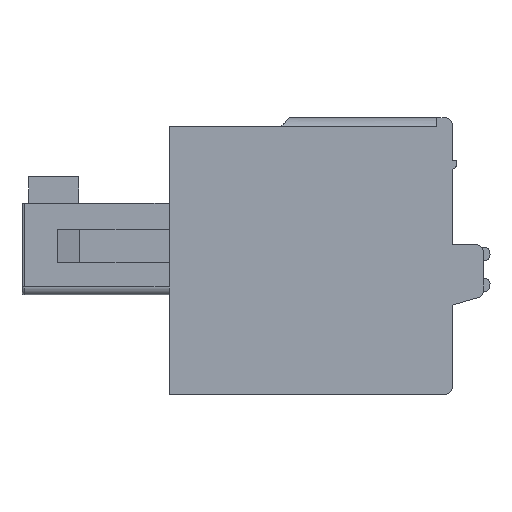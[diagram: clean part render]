
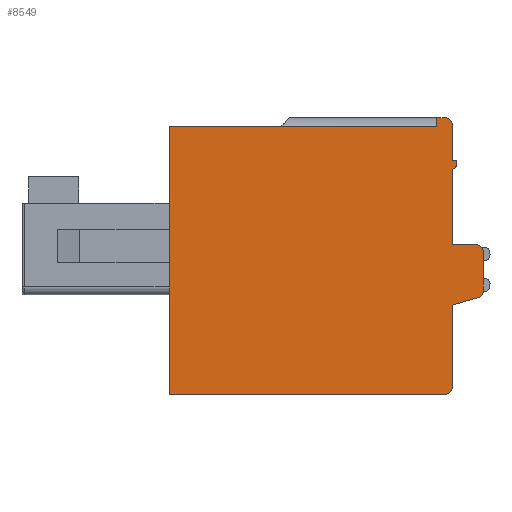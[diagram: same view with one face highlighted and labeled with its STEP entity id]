
A CAD part, left-side view. The second image highlights one B-rep face of the part: STEP entity #8549.
In plain terms, the highlighted planar face has unit normal (-1, 0, 0).
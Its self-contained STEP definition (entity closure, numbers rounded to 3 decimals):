
#16=DIRECTION('',(0.,-1.,0.));
#17=VECTOR('',#16,12.);
#18=CARTESIAN_POINT('',(0.,0.,5.35));
#19=LINE('',#18,#17);
#20=DIRECTION('',(0.,0.,-1.));
#21=VECTOR('',#20,0.4);
#22=CARTESIAN_POINT('',(0.,-12.,5.75));
#23=LINE('',#22,#21);
#24=DIRECTION('',(0.,1.,0.));
#25=VECTOR('',#24,0.4);
#26=CARTESIAN_POINT('',(0.,-12.4,5.75));
#27=LINE('',#26,#25);
#28=CARTESIAN_POINT('',(0.,-12.4,5.45));
#29=DIRECTION('',(-1.,0.,0.));
#30=DIRECTION('',(0.,-1.,0.));
#31=AXIS2_PLACEMENT_3D('',#28,#29,#30);
#33=DIRECTION('',(0.,0.,-1.));
#34=VECTOR('',#33,1.6);
#35=CARTESIAN_POINT('',(0.,-12.7,5.45));
#36=LINE('',#35,#34);
#37=DIRECTION('',(0.,1.,0.));
#38=VECTOR('',#37,0.2);
#39=CARTESIAN_POINT('',(0.,-12.9,3.85));
#40=LINE('',#39,#38);
#41=DIRECTION('',(0.,0.,1.));
#42=VECTOR('',#41,0.2);
#43=CARTESIAN_POINT('',(0.,-12.9,3.65));
#44=LINE('',#43,#42);
#45=CARTESIAN_POINT('',(0.,-12.7,3.65));
#46=DIRECTION('',(-1.,0.,0.));
#47=DIRECTION('',(0.,0.,-1.));
#48=AXIS2_PLACEMENT_3D('',#45,#46,#47);
#50=DIRECTION('',(0.,0.,-1.));
#51=VECTOR('',#50,3.4);
#52=CARTESIAN_POINT('',(0.,-12.7,3.45));
#53=LINE('',#52,#51);
#54=DIRECTION('',(0.,1.,0.));
#55=VECTOR('',#54,1.1);
#56=CARTESIAN_POINT('',(0.,-13.8,0.05));
#57=LINE('',#56,#55);
#58=CARTESIAN_POINT('',(0.,-13.8,-0.25));
#59=DIRECTION('',(-1.,0.,0.));
#60=DIRECTION('',(0.,-1.,0.));
#61=AXIS2_PLACEMENT_3D('',#58,#59,#60);
#63=DIRECTION('',(0.,0.,1.));
#64=VECTOR('',#63,1.774);
#65=CARTESIAN_POINT('',(0.,-14.1,-2.024));
#66=LINE('',#65,#64);
#67=CARTESIAN_POINT('',(0.,-13.8,-2.024));
#68=DIRECTION('',(-1.,0.,0.));
#69=DIRECTION('',(0.,-0.275,-0.962));
#70=AXIS2_PLACEMENT_3D('',#67,#68,#69);
#72=DIRECTION('',(0.,-0.962,0.275));
#73=VECTOR('',#72,1.23);
#74=CARTESIAN_POINT('',(0.,-12.7,-2.65));
#75=LINE('',#74,#73);
#76=DIRECTION('',(0.,0.,-1.));
#77=VECTOR('',#76,3.7);
#78=CARTESIAN_POINT('',(0.,-12.7,-2.65));
#79=LINE('',#78,#77);
#80=CARTESIAN_POINT('',(0.,-12.4,-6.35));
#81=DIRECTION('',(-1.,0.,0.));
#82=DIRECTION('',(0.,0.,-1.));
#83=AXIS2_PLACEMENT_3D('',#80,#81,#82);
#85=DIRECTION('',(0.,1.,0.));
#86=VECTOR('',#85,12.4);
#87=CARTESIAN_POINT('',(0.,-12.4,-6.65));
#88=LINE('',#87,#86);
#89=DIRECTION('',(0.,0.,1.));
#90=VECTOR('',#89,12.);
#91=CARTESIAN_POINT('',(0.,0.,-6.65));
#92=LINE('',#91,#90);
#6957=CARTESIAN_POINT('',(0.,0.,5.35));
#6958=CARTESIAN_POINT('',(0.,-12.,5.35));
#6959=VERTEX_POINT('',#6957);
#6960=VERTEX_POINT('',#6958);
#6961=CARTESIAN_POINT('',(0.,-12.7,5.45));
#6962=CARTESIAN_POINT('',(0.,-12.7,3.85));
#6963=VERTEX_POINT('',#6961);
#6964=VERTEX_POINT('',#6962);
#6965=CARTESIAN_POINT('',(0.,-12.7,3.45));
#6966=CARTESIAN_POINT('',(0.,-12.7,0.05));
#6967=VERTEX_POINT('',#6965);
#6968=VERTEX_POINT('',#6966);
#6969=CARTESIAN_POINT('',(0.,-12.7,-2.65));
#6970=CARTESIAN_POINT('',(0.,-12.7,-6.35));
#6971=VERTEX_POINT('',#6969);
#6972=VERTEX_POINT('',#6970);
#6973=CARTESIAN_POINT('',(0.,-12.4,-6.65));
#6974=CARTESIAN_POINT('',(0.,0.,-6.65));
#6975=VERTEX_POINT('',#6973);
#6976=VERTEX_POINT('',#6974);
#6977=CARTESIAN_POINT('',(0.,-13.882,-2.312));
#6978=VERTEX_POINT('',#6977);
#6979=CARTESIAN_POINT('',(0.,-14.1,-2.024));
#6980=VERTEX_POINT('',#6979);
#6981=CARTESIAN_POINT('',(0.,-14.1,-0.25));
#6982=VERTEX_POINT('',#6981);
#6983=CARTESIAN_POINT('',(0.,-13.8,0.05));
#6984=VERTEX_POINT('',#6983);
#6985=CARTESIAN_POINT('',(0.,-12.9,3.65));
#6986=VERTEX_POINT('',#6985);
#6987=CARTESIAN_POINT('',(0.,-12.9,3.85));
#6988=VERTEX_POINT('',#6987);
#6989=CARTESIAN_POINT('',(0.,-12.4,5.75));
#6990=VERTEX_POINT('',#6989);
#6991=CARTESIAN_POINT('',(0.,-12.,5.75));
#6992=VERTEX_POINT('',#6991);
#8506=CARTESIAN_POINT('',(0.,7.49,-10.9));
#8507=DIRECTION('',(-1.,0.,0.));
#8508=DIRECTION('',(0.,-1.,0.));
#8509=AXIS2_PLACEMENT_3D('',#8506,#8507,#8508);
#8510=PLANE('',#8509);
#8512=ORIENTED_EDGE('',*,*,#8511,.T.);
#8514=ORIENTED_EDGE('',*,*,#8513,.F.);
#8516=ORIENTED_EDGE('',*,*,#8515,.F.);
#8518=ORIENTED_EDGE('',*,*,#8517,.F.);
#8520=ORIENTED_EDGE('',*,*,#8519,.T.);
#8522=ORIENTED_EDGE('',*,*,#8521,.F.);
#8524=ORIENTED_EDGE('',*,*,#8523,.F.);
#8526=ORIENTED_EDGE('',*,*,#8525,.F.);
#8528=ORIENTED_EDGE('',*,*,#8527,.T.);
#8530=ORIENTED_EDGE('',*,*,#8529,.F.);
#8532=ORIENTED_EDGE('',*,*,#8531,.F.);
#8534=ORIENTED_EDGE('',*,*,#8533,.F.);
#8536=ORIENTED_EDGE('',*,*,#8535,.F.);
#8538=ORIENTED_EDGE('',*,*,#8537,.F.);
#8540=ORIENTED_EDGE('',*,*,#8539,.T.);
#8542=ORIENTED_EDGE('',*,*,#8541,.F.);
#8544=ORIENTED_EDGE('',*,*,#8543,.T.);
#8546=ORIENTED_EDGE('',*,*,#8545,.T.);
#8547=EDGE_LOOP('',(#8512,#8514,#8516,#8518,#8520,#8522,#8524,#8526,#8528,#8530,
#8532,#8534,#8536,#8538,#8540,#8542,#8544,#8546));
#8548=FACE_OUTER_BOUND('',#8547,.F.);
#8549=ADVANCED_FACE('',(#8548),#8510,.T.);
#32=CIRCLE('',#31,0.3);
#49=CIRCLE('',#48,0.2);
#62=CIRCLE('',#61,0.3);
#71=CIRCLE('',#70,0.3);
#84=CIRCLE('',#83,0.3);
#8511=EDGE_CURVE('',#6959,#6960,#19,.T.);
#8513=EDGE_CURVE('',#6992,#6960,#23,.T.);
#8515=EDGE_CURVE('',#6990,#6992,#27,.T.);
#8517=EDGE_CURVE('',#6963,#6990,#32,.T.);
#8519=EDGE_CURVE('',#6963,#6964,#36,.T.);
#8521=EDGE_CURVE('',#6988,#6964,#40,.T.);
#8523=EDGE_CURVE('',#6986,#6988,#44,.T.);
#8525=EDGE_CURVE('',#6967,#6986,#49,.T.);
#8527=EDGE_CURVE('',#6967,#6968,#53,.T.);
#8529=EDGE_CURVE('',#6984,#6968,#57,.T.);
#8531=EDGE_CURVE('',#6982,#6984,#62,.T.);
#8533=EDGE_CURVE('',#6980,#6982,#66,.T.);
#8535=EDGE_CURVE('',#6978,#6980,#71,.T.);
#8537=EDGE_CURVE('',#6971,#6978,#75,.T.);
#8539=EDGE_CURVE('',#6971,#6972,#79,.T.);
#8541=EDGE_CURVE('',#6975,#6972,#84,.T.);
#8543=EDGE_CURVE('',#6975,#6976,#88,.T.);
#8545=EDGE_CURVE('',#6976,#6959,#92,.T.);
